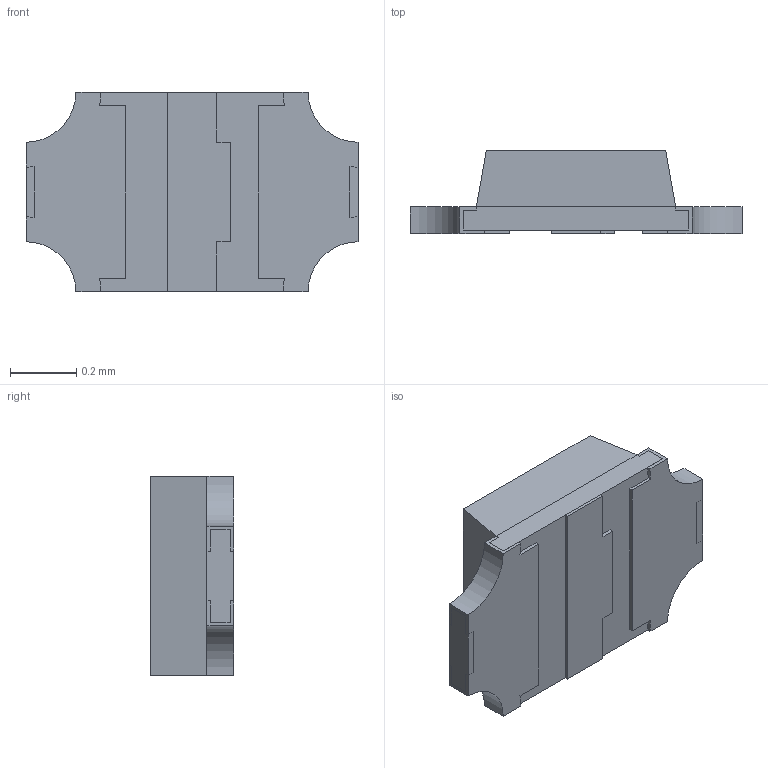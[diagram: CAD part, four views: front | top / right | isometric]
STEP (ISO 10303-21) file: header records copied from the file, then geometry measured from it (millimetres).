
FILE_DESCRIPTION (( 'STEP AP214' ), '1' );
FILE_NAME ('SML-P12DTT86.STEP', '2023-12-26T15:12:47', ( '' ), ( '' ), 'SwSTEP 2.0', 'SolidWorks 2021', '' );
FILE_SCHEMA (( 'AUTOMOTIVE_DESIGN' ));
Length unit declared in the file: millimetre
Products named in the file (1): SML-P12DTT86
Bounding box: 1 x 0.25 x 0.6 mm (x, y, z)
Volume: 0.1 mm3; surface area: 3.5 mm2
Topology: 5 solids, 5 shells, 114 faces, 324 edges, 216 vertices
Faces by surface type: plane 74, cylinder 40
Entity records: 3786 total; most frequent: CARTESIAN_POINT 655, ORIENTED_EDGE 648, DIRECTION 634, EDGE_CURVE 324, LINE 244, VECTOR 244, VERTEX_POINT 216, AXIS2_PLACEMENT_3D 195
